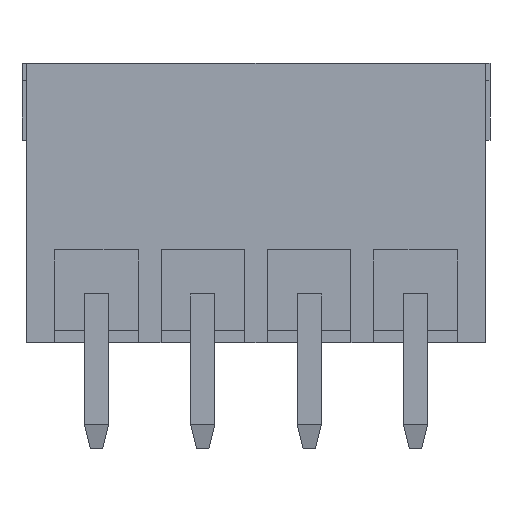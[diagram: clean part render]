
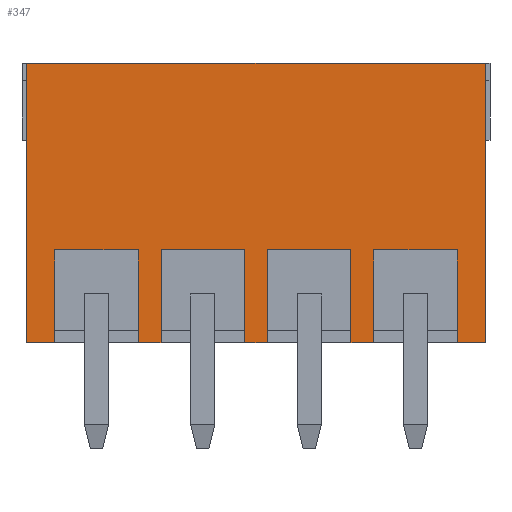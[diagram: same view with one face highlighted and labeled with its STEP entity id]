
A CAD part, front view. The second image highlights one B-rep face of the part: STEP entity #347.
In plain terms, the highlighted planar face has unit normal (0, -1, 0).
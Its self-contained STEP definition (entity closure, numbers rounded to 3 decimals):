
#347 = ADVANCED_FACE( '', ( #823 ), #824, .F. );
#823 = FACE_OUTER_BOUND( '', #1463, .T. );
#824 = PLANE( '', #1464 );
#1463 = EDGE_LOOP( '', ( #2248, #2249, #2250, #2251, #2252, #2253, #2254, #2255, #2256, #2257, #2258, #2259, #2260, #2261, #2262, #2263, #2264, #2265, #2266, #2267 ) );
#1464 = AXIS2_PLACEMENT_3D( '', #2268, #2269, #2270 );
#2248 = ORIENTED_EDGE( '', *, *, #4080, .F. );
#2249 = ORIENTED_EDGE( '', *, *, #4081, .T. );
#2250 = ORIENTED_EDGE( '', *, *, #4082, .F. );
#2251 = ORIENTED_EDGE( '', *, *, #4083, .F. );
#2252 = ORIENTED_EDGE( '', *, *, #4084, .F. );
#2253 = ORIENTED_EDGE( '', *, *, #4085, .T. );
#2254 = ORIENTED_EDGE( '', *, *, #4086, .F. );
#2255 = ORIENTED_EDGE( '', *, *, #4087, .F. );
#2256 = ORIENTED_EDGE( '', *, *, #4088, .F. );
#2257 = ORIENTED_EDGE( '', *, *, #4089, .T. );
#2258 = ORIENTED_EDGE( '', *, *, #4090, .F. );
#2259 = ORIENTED_EDGE( '', *, *, #4091, .F. );
#2260 = ORIENTED_EDGE( '', *, *, #3987, .F. );
#2261 = ORIENTED_EDGE( '', *, *, #4092, .T. );
#2262 = ORIENTED_EDGE( '', *, *, #4093, .F. );
#2263 = ORIENTED_EDGE( '', *, *, #4094, .F. );
#2264 = ORIENTED_EDGE( '', *, *, #4095, .T. );
#2265 = ORIENTED_EDGE( '', *, *, #4096, .T. );
#2266 = ORIENTED_EDGE( '', *, *, #4097, .F. );
#2267 = ORIENTED_EDGE( '', *, *, #4098, .F. );
#2268 = CARTESIAN_POINT( '', ( 7.55, -3.6, 4.6 ) );
#2269 = DIRECTION( '', ( 0., 1., 0. ) );
#2270 = DIRECTION( '', ( 0., 0., 1. ) );
#3987 = EDGE_CURVE( '', #4789, #4791, #4792, .F. );
#4080 = EDGE_CURVE( '', #4952, #4953, #4954, .F. );
#4081 = EDGE_CURVE( '', #4952, #4955, #4956, .T. );
#4082 = EDGE_CURVE( '', #4957, #4955, #4958, .T. );
#4083 = EDGE_CURVE( '', #4959, #4957, #4960, .T. );
#4084 = EDGE_CURVE( '', #4961, #4959, #4962, .F. );
#4085 = EDGE_CURVE( '', #4961, #4963, #4964, .T. );
#4086 = EDGE_CURVE( '', #4965, #4963, #4966, .T. );
#4087 = EDGE_CURVE( '', #4967, #4965, #4968, .T. );
#4088 = EDGE_CURVE( '', #4969, #4967, #4970, .F. );
#4089 = EDGE_CURVE( '', #4969, #4971, #4972, .T. );
#4090 = EDGE_CURVE( '', #4973, #4971, #4974, .T. );
#4091 = EDGE_CURVE( '', #4791, #4973, #4975, .T. );
#4092 = EDGE_CURVE( '', #4789, #4976, #4977, .T. );
#4093 = EDGE_CURVE( '', #4978, #4976, #4979, .T. );
#4094 = EDGE_CURVE( '', #4980, #4978, #4981, .T. );
#4095 = EDGE_CURVE( '', #4980, #4982, #4983, .T. );
#4096 = EDGE_CURVE( '', #4982, #4984, #4985, .T. );
#4097 = EDGE_CURVE( '', #4986, #4984, #4987, .T. );
#4098 = EDGE_CURVE( '', #4953, #4986, #4988, .T. );
#4789 = VERTEX_POINT( '', #5960 );
#4791 = VERTEX_POINT( '', #5963 );
#4792 = LINE( '', #5964, #5965 );
#4952 = VERTEX_POINT( '', #6199 );
#4953 = VERTEX_POINT( '', #6200 );
#4954 = LINE( '', #6201, #6202 );
#4955 = VERTEX_POINT( '', #6203 );
#4956 = LINE( '', #6204, #6205 );
#4957 = VERTEX_POINT( '', #6206 );
#4958 = LINE( '', #6207, #6208 );
#4959 = VERTEX_POINT( '', #6209 );
#4960 = LINE( '', #6210, #6211 );
#4961 = VERTEX_POINT( '', #6212 );
#4962 = LINE( '', #6213, #6214 );
#4963 = VERTEX_POINT( '', #6215 );
#4964 = LINE( '', #6216, #6217 );
#4965 = VERTEX_POINT( '', #6218 );
#4966 = LINE( '', #6219, #6220 );
#4967 = VERTEX_POINT( '', #6221 );
#4968 = LINE( '', #6222, #6223 );
#4969 = VERTEX_POINT( '', #6224 );
#4970 = LINE( '', #6225, #6226 );
#4971 = VERTEX_POINT( '', #6227 );
#4972 = LINE( '', #6228, #6229 );
#4973 = VERTEX_POINT( '', #6230 );
#4974 = LINE( '', #6231, #6232 );
#4975 = LINE( '', #6233, #6234 );
#4976 = VERTEX_POINT( '', #6235 );
#4977 = LINE( '', #6236, #6237 );
#4978 = VERTEX_POINT( '', #6238 );
#4979 = LINE( '', #6239, #6240 );
#4980 = VERTEX_POINT( '', #6241 );
#4981 = LINE( '', #6242, #6243 );
#4982 = VERTEX_POINT( '', #6244 );
#4983 = LINE( '', #6245, #6246 );
#4984 = VERTEX_POINT( '', #6247 );
#4985 = LINE( '', #6248, #6249 );
#4986 = VERTEX_POINT( '', #6250 );
#4987 = LINE( '', #6251, #6252 );
#4988 = LINE( '', #6253, #6254 );
#5960 = CARTESIAN_POINT( '', ( 6.625, -3.6, -1.55 ) );
#5963 = CARTESIAN_POINT( '', ( 3.875, -3.6, -1.55 ) );
#5964 = CARTESIAN_POINT( '', ( 3.875, -3.6, -1.55 ) );
#5965 = VECTOR( '', #7518, 1000. );
#6199 = CARTESIAN_POINT( '', ( -3.875, -3.6, -1.55 ) );
#6200 = CARTESIAN_POINT( '', ( -6.625, -3.6, -1.55 ) );
#6201 = CARTESIAN_POINT( '', ( -6.625, -3.6, -1.55 ) );
#6202 = VECTOR( '', #7593, 1000. );
#6203 = CARTESIAN_POINT( '', ( -3.875, -3.6, -4.6 ) );
#6204 = CARTESIAN_POINT( '', ( -3.875, -3.6, -1.55 ) );
#6205 = VECTOR( '', #7594, 1000. );
#6206 = CARTESIAN_POINT( '', ( -3.125, -3.6, -4.6 ) );
#6207 = CARTESIAN_POINT( '', ( 7.55, -3.6, -4.6 ) );
#6208 = VECTOR( '', #7595, 1000. );
#6209 = CARTESIAN_POINT( '', ( -3.125, -3.6, -1.55 ) );
#6210 = CARTESIAN_POINT( '', ( -3.125, -3.6, -1.55 ) );
#6211 = VECTOR( '', #7596, 1000. );
#6212 = CARTESIAN_POINT( '', ( -0.375, -3.6, -1.55 ) );
#6213 = CARTESIAN_POINT( '', ( -3.125, -3.6, -1.55 ) );
#6214 = VECTOR( '', #7597, 1000. );
#6215 = CARTESIAN_POINT( '', ( -0.375, -3.6, -4.6 ) );
#6216 = CARTESIAN_POINT( '', ( -0.375, -3.6, -1.55 ) );
#6217 = VECTOR( '', #7598, 1000. );
#6218 = CARTESIAN_POINT( '', ( 0.375, -3.6, -4.6 ) );
#6219 = CARTESIAN_POINT( '', ( 7.55, -3.6, -4.6 ) );
#6220 = VECTOR( '', #7599, 1000. );
#6221 = CARTESIAN_POINT( '', ( 0.375, -3.6, -1.55 ) );
#6222 = CARTESIAN_POINT( '', ( 0.375, -3.6, -1.55 ) );
#6223 = VECTOR( '', #7600, 1000. );
#6224 = CARTESIAN_POINT( '', ( 3.125, -3.6, -1.55 ) );
#6225 = CARTESIAN_POINT( '', ( 0.375, -3.6, -1.55 ) );
#6226 = VECTOR( '', #7601, 1000. );
#6227 = CARTESIAN_POINT( '', ( 3.125, -3.6, -4.6 ) );
#6228 = CARTESIAN_POINT( '', ( 3.125, -3.6, -1.55 ) );
#6229 = VECTOR( '', #7602, 1000. );
#6230 = CARTESIAN_POINT( '', ( 3.875, -3.6, -4.6 ) );
#6231 = CARTESIAN_POINT( '', ( 7.55, -3.6, -4.6 ) );
#6232 = VECTOR( '', #7603, 1000. );
#6233 = CARTESIAN_POINT( '', ( 3.875, -3.6, -1.55 ) );
#6234 = VECTOR( '', #7604, 1000. );
#6235 = CARTESIAN_POINT( '', ( 6.625, -3.6, -4.6 ) );
#6236 = CARTESIAN_POINT( '', ( 6.625, -3.6, -1.55 ) );
#6237 = VECTOR( '', #7605, 1000. );
#6238 = CARTESIAN_POINT( '', ( 7.55, -3.6, -4.6 ) );
#6239 = CARTESIAN_POINT( '', ( 7.55, -3.6, -4.6 ) );
#6240 = VECTOR( '', #7606, 1000. );
#6241 = CARTESIAN_POINT( '', ( 7.55, -3.6, 4.6 ) );
#6242 = CARTESIAN_POINT( '', ( 7.55, -3.6, 4.6 ) );
#6243 = VECTOR( '', #7607, 1000. );
#6244 = CARTESIAN_POINT( '', ( -7.55, -3.6, 4.6 ) );
#6245 = CARTESIAN_POINT( '', ( 7.55, -3.6, 4.6 ) );
#6246 = VECTOR( '', #7608, 1000. );
#6247 = CARTESIAN_POINT( '', ( -7.55, -3.6, -4.6 ) );
#6248 = CARTESIAN_POINT( '', ( -7.55, -3.6, 4.6 ) );
#6249 = VECTOR( '', #7609, 1000. );
#6250 = CARTESIAN_POINT( '', ( -6.625, -3.6, -4.6 ) );
#6251 = CARTESIAN_POINT( '', ( 7.55, -3.6, -4.6 ) );
#6252 = VECTOR( '', #7610, 1000. );
#6253 = CARTESIAN_POINT( '', ( -6.625, -3.6, -1.55 ) );
#6254 = VECTOR( '', #7611, 1000. );
#7518 = DIRECTION( '', ( 1., 0., 0. ) );
#7593 = DIRECTION( '', ( 1., 0., 0. ) );
#7594 = DIRECTION( '', ( 0., 0., -1. ) );
#7595 = DIRECTION( '', ( -1., 0., 0. ) );
#7596 = DIRECTION( '', ( 0., 0., -1. ) );
#7597 = DIRECTION( '', ( 1., 0., 0. ) );
#7598 = DIRECTION( '', ( 0., 0., -1. ) );
#7599 = DIRECTION( '', ( -1., 0., 0. ) );
#7600 = DIRECTION( '', ( 0., 0., -1. ) );
#7601 = DIRECTION( '', ( 1., 0., 0. ) );
#7602 = DIRECTION( '', ( 0., 0., -1. ) );
#7603 = DIRECTION( '', ( -1., 0., 0. ) );
#7604 = DIRECTION( '', ( 0., 0., -1. ) );
#7605 = DIRECTION( '', ( 0., 0., -1. ) );
#7606 = DIRECTION( '', ( -1., 0., 0. ) );
#7607 = DIRECTION( '', ( 0., 0., -1. ) );
#7608 = DIRECTION( '', ( -1., 0., 0. ) );
#7609 = DIRECTION( '', ( 0., 0., -1. ) );
#7610 = DIRECTION( '', ( -1., 0., 0. ) );
#7611 = DIRECTION( '', ( 0., 0., -1. ) );
